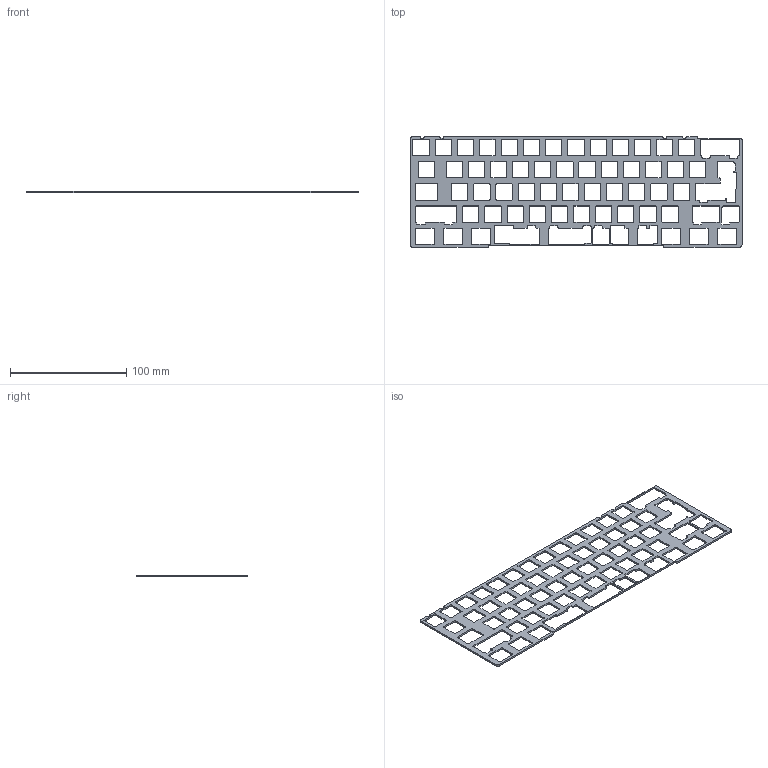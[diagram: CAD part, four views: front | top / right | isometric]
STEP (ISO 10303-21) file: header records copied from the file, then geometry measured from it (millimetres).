
FILE_DESCRIPTION(/* description */ ('STEP AP242','CAx-IF Rec.Pracs.---Representation and Presentation of Product Manufacturing Information (PMI)---4.0---2014-10-13','CAx-IF Rec.Pracs.---3D Tessellated Geometry---0.4---2014-09-14','2;1'),/* implementation_level */ '2;1');
FILE_NAME(/* name */ '6221853b4682da2ed24705f5',/* time_stamp */ '2022-03-04T03:19:24+00:00',/* author */ (''),/* organization */ (''),/* preprocessor_version */ 'ST-DEVELOPER v18.101',/* originating_system */ ' ',/* authorisation */ ' ');
FILE_SCHEMA (('AP242_MANAGED_MODEL_BASED_3D_ENGINEERING_MIM_LF { 1 0 10303 442 1 1 4 }'));
Length unit declared in the file: metre
Products named in the file (1): Part 1
Bounding box: 285.75 x 95.25 x 1.5 mm (x, y, z)
Volume: 17719.4 mm3; surface area: 30645.7 mm2
Topology: 1 solids, 1 shells, 708 faces, 2118 edges, 1412 vertices
Faces by surface type: cylinder 358, plane 350
Entity records: 24316 total; most frequent: DIRECTION 4252, CARTESIAN_POINT 4239, ORIENTED_EDGE 4236, EDGE_CURVE 2118, AXIS2_PLACEMENT_3D 1425, VERTEX_POINT 1412, LINE 1402, VECTOR 1402
